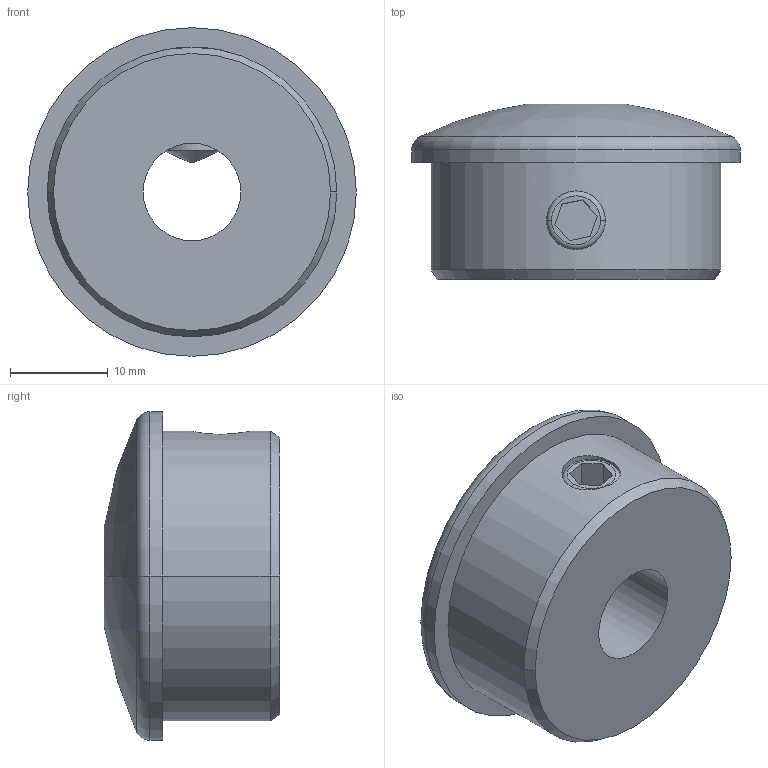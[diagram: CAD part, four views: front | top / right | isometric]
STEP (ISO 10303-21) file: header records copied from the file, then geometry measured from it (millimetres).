
FILE_DESCRIPTION (( 'STEP AP203' ), '1' );
FILE_NAME ('3D_GC2022_33.7x2_188684420.STEP', '2024-10-02T11:43:04', ( '' ), ( '' ), 'SwSTEP 2.0', 'SolidWorks 2024', '' );
FILE_SCHEMA (( 'CONFIG_CONTROL_DESIGN' ));
Length unit declared in the file: millimetre
Products named in the file (1): 3D_GC2022_33.7x2_188684420
Bounding box: 33.7 x 18 x 33.7 mm (x, y, z)
Volume: 10679.2 mm3; surface area: 3957.4 mm2
Topology: 2 solids, 2 shells, 31 faces, 66 edges, 40 vertices
Faces by surface type: plane 11, cylinder 10, torus 4, cone 4, sphere 2
Entity records: 1035 total; most frequent: CARTESIAN_POINT 264, DIRECTION 156, ORIENTED_EDGE 132, EDGE_CURVE 66, AXIS2_PLACEMENT_3D 62, VERTEX_POINT 40, EDGE_LOOP 36, LINE 32
